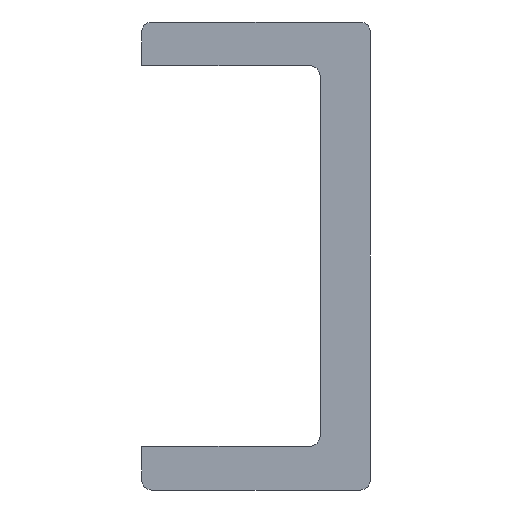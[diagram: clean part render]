
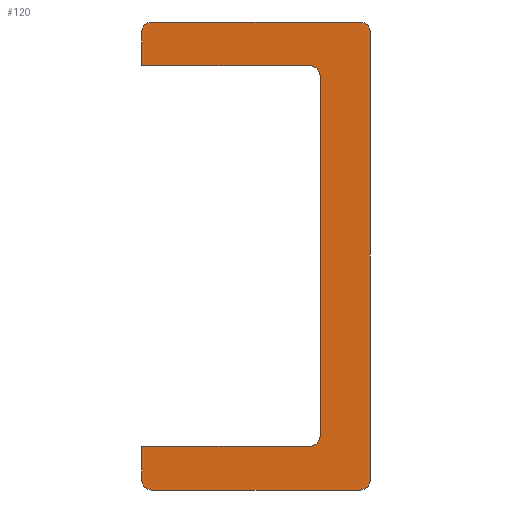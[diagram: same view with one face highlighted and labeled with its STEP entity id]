
A CAD part, front view. The second image highlights one B-rep face of the part: STEP entity #120.
In plain terms, the highlighted planar face has unit normal (0, -1, 0).
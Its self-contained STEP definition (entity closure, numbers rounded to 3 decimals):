
#120 = ADVANCED_FACE( '', ( #282 ), #283, .F. );
#282 = FACE_OUTER_BOUND( '', #477, .T. );
#283 = PLANE( '', #478 );
#477 = EDGE_LOOP( '', ( #755, #756, #757, #758, #759, #760, #761, #762, #763, #764, #765, #766, #767, #768 ) );
#478 = AXIS2_PLACEMENT_3D( '', #769, #770, #771 );
#755 = ORIENTED_EDGE( '', *, *, #947, .F. );
#756 = ORIENTED_EDGE( '', *, *, #993, .T. );
#757 = ORIENTED_EDGE( '', *, *, #995, .F. );
#758 = ORIENTED_EDGE( '', *, *, #967, .T. );
#759 = ORIENTED_EDGE( '', *, *, #954, .F. );
#760 = ORIENTED_EDGE( '', *, *, #996, .F. );
#761 = ORIENTED_EDGE( '', *, *, #901, .F. );
#762 = ORIENTED_EDGE( '', *, *, #997, .F. );
#763 = ORIENTED_EDGE( '', *, *, #998, .F. );
#764 = ORIENTED_EDGE( '', *, *, #999, .F. );
#765 = ORIENTED_EDGE( '', *, *, #1000, .F. );
#766 = ORIENTED_EDGE( '', *, *, #933, .T. );
#767 = ORIENTED_EDGE( '', *, *, #982, .F. );
#768 = ORIENTED_EDGE( '', *, *, #977, .T. );
#769 = CARTESIAN_POINT( '', ( -10.5, 0., 21.5 ) );
#770 = DIRECTION( '', ( 0., 1., 0. ) );
#771 = DIRECTION( '', ( 0., 0., 1. ) );
#901 = EDGE_CURVE( '', #1029, #1030, #1031, .T. );
#933 = EDGE_CURVE( '', #1086, #1084, #1087, .F. );
#947 = EDGE_CURVE( '', #1110, #1112, #1113, .T. );
#954 = EDGE_CURVE( '', #1122, #1123, #1124, .T. );
#967 = EDGE_CURVE( '', #1142, #1123, #1143, .F. );
#977 = EDGE_CURVE( '', #1157, #1112, #1158, .F. );
#982 = EDGE_CURVE( '', #1157, #1084, #1164, .T. );
#993 = EDGE_CURVE( '', #1110, #1179, #1181, .F. );
#995 = EDGE_CURVE( '', #1142, #1179, #1183, .T. );
#996 = EDGE_CURVE( '', #1030, #1122, #1184, .T. );
#997 = EDGE_CURVE( '', #1185, #1029, #1186, .T. );
#998 = EDGE_CURVE( '', #1187, #1185, #1188, .T. );
#999 = EDGE_CURVE( '', #1189, #1187, #1190, .T. );
#1000 = EDGE_CURVE( '', #1086, #1189, #1191, .T. );
#1029 = VERTEX_POINT( '', #1227 );
#1030 = VERTEX_POINT( '', #1228 );
#1031 = CIRCLE( '', #1229, 1. );
#1084 = VERTEX_POINT( '', #1292 );
#1086 = VERTEX_POINT( '', #1295 );
#1087 = CIRCLE( '', #1296, 0.9 );
#1110 = VERTEX_POINT( '', #1320 );
#1112 = VERTEX_POINT( '', #1323 );
#1113 = LINE( '', #1324, #1325 );
#1122 = VERTEX_POINT( '', #1335 );
#1123 = VERTEX_POINT( '', #1336 );
#1124 = LINE( '', #1337, #1338 );
#1142 = VERTEX_POINT( '', #1358 );
#1143 = CIRCLE( '', #1359, 0.9 );
#1157 = VERTEX_POINT( '', #1374 );
#1158 = CIRCLE( '', #1375, 0.9 );
#1164 = LINE( '', #1382, #1383 );
#1179 = VERTEX_POINT( '', #1398 );
#1181 = CIRCLE( '', #1401, 0.9 );
#1183 = LINE( '', #1403, #1404 );
#1184 = LINE( '', #1405, #1406 );
#1185 = VERTEX_POINT( '', #1407 );
#1186 = LINE( '', #1408, #1409 );
#1187 = VERTEX_POINT( '', #1410 );
#1188 = CIRCLE( '', #1411, 1. );
#1189 = VERTEX_POINT( '', #1412 );
#1190 = LINE( '', #1413, #1414 );
#1191 = LINE( '', #1415, #1416 );
#1227 = CARTESIAN_POINT( '', ( 5.9, 0., 16.5 ) );
#1228 = CARTESIAN_POINT( '', ( 4.9, 0., 17.5 ) );
#1229 = AXIS2_PLACEMENT_3D( '', #1454, #1455, #1456 );
#1292 = CARTESIAN_POINT( '', ( -9.6, 0., -21.5 ) );
#1295 = CARTESIAN_POINT( '', ( -10.5, 0., -20.6 ) );
#1296 = AXIS2_PLACEMENT_3D( '', #1510, #1511, #1512 );
#1320 = CARTESIAN_POINT( '', ( 10.5, 0., 20.6 ) );
#1323 = CARTESIAN_POINT( '', ( 10.5, 0., -20.6 ) );
#1324 = CARTESIAN_POINT( '', ( 10.5, 0., 21.5 ) );
#1325 = VECTOR( '', #1545, 1000. );
#1335 = CARTESIAN_POINT( '', ( -10.5, 0., 17.5 ) );
#1336 = CARTESIAN_POINT( '', ( -10.5, 0., 20.6 ) );
#1337 = CARTESIAN_POINT( '', ( -10.5, 0., -21.5 ) );
#1338 = VECTOR( '', #1553, 1000. );
#1358 = CARTESIAN_POINT( '', ( -9.6, 0., 21.5 ) );
#1359 = AXIS2_PLACEMENT_3D( '', #1571, #1572, #1573 );
#1374 = CARTESIAN_POINT( '', ( 9.6, 0., -21.5 ) );
#1375 = AXIS2_PLACEMENT_3D( '', #1587, #1588, #1589 );
#1382 = CARTESIAN_POINT( '', ( 10.5, 0., -21.5 ) );
#1383 = VECTOR( '', #1594, 1000. );
#1398 = CARTESIAN_POINT( '', ( 9.6, 0., 21.5 ) );
#1401 = AXIS2_PLACEMENT_3D( '', #1611, #1612, #1613 );
#1403 = CARTESIAN_POINT( '', ( -10.5, 0., 21.5 ) );
#1404 = VECTOR( '', #1614, 1000. );
#1405 = CARTESIAN_POINT( '', ( 4.9, 0., 17.5 ) );
#1406 = VECTOR( '', #1615, 1000. );
#1407 = CARTESIAN_POINT( '', ( 5.9, 0., -16.5 ) );
#1408 = CARTESIAN_POINT( '', ( 5.9, 0., 16.5 ) );
#1409 = VECTOR( '', #1616, 1000. );
#1410 = CARTESIAN_POINT( '', ( 4.9, 0., -17.5 ) );
#1411 = AXIS2_PLACEMENT_3D( '', #1617, #1618, #1619 );
#1412 = CARTESIAN_POINT( '', ( -10.5, 0., -17.5 ) );
#1413 = CARTESIAN_POINT( '', ( 4.9, 0., -17.5 ) );
#1414 = VECTOR( '', #1620, 1000. );
#1415 = CARTESIAN_POINT( '', ( -10.5, 0., -21.5 ) );
#1416 = VECTOR( '', #1621, 1000. );
#1454 = CARTESIAN_POINT( '', ( 4.9, 0., 16.5 ) );
#1455 = DIRECTION( '', ( 0., -1., 0. ) );
#1456 = DIRECTION( '', ( -1., 0., 0. ) );
#1510 = CARTESIAN_POINT( '', ( -9.6, 0., -20.6 ) );
#1511 = DIRECTION( '', ( 0., 1., 0. ) );
#1512 = DIRECTION( '', ( 0., 0., 1. ) );
#1545 = DIRECTION( '', ( 0., 0., -1. ) );
#1553 = DIRECTION( '', ( 0., 0., 1. ) );
#1571 = CARTESIAN_POINT( '', ( -9.6, 0., 20.6 ) );
#1572 = DIRECTION( '', ( 0., 1., 0. ) );
#1573 = DIRECTION( '', ( 0., 0., 1. ) );
#1587 = CARTESIAN_POINT( '', ( 9.6, 0., -20.6 ) );
#1588 = DIRECTION( '', ( 0., 1., 0. ) );
#1589 = DIRECTION( '', ( 0., 0., 1. ) );
#1594 = DIRECTION( '', ( -1., 0., 0. ) );
#1611 = CARTESIAN_POINT( '', ( 9.6, 0., 20.6 ) );
#1612 = DIRECTION( '', ( 0., 1., 0. ) );
#1613 = DIRECTION( '', ( 0., 0., 1. ) );
#1614 = DIRECTION( '', ( 1., 0., 0. ) );
#1615 = DIRECTION( '', ( -1., 0., 0. ) );
#1616 = DIRECTION( '', ( 0., 0., 1. ) );
#1617 = CARTESIAN_POINT( '', ( 4.9, 0., -16.5 ) );
#1618 = DIRECTION( '', ( 0., -1., 0. ) );
#1619 = DIRECTION( '', ( -1., 0., 0. ) );
#1620 = DIRECTION( '', ( 1., 0., 0. ) );
#1621 = DIRECTION( '', ( 0., 0., 1. ) );
